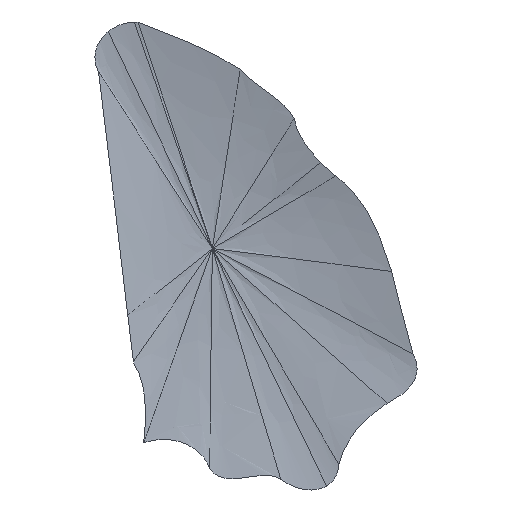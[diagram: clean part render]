
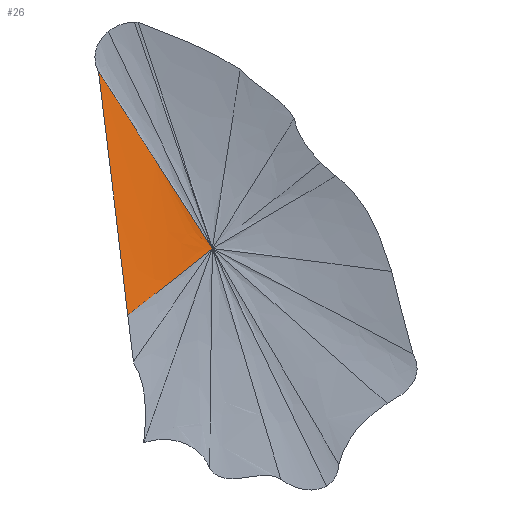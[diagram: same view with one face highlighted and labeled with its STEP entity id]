
A CAD part, top view. The second image highlights one B-rep face of the part: STEP entity #26.
In plain terms, the highlighted free-form (B-spline) face has degree [3, 3] with [7, 4] control points.
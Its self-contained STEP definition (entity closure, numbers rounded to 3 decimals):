
#26=ADVANCED_FACE('',(#44),#225,.T.);
#44=FACE_OUTER_BOUND('',#62,.T.);
#62=EDGE_LOOP('',(#102,#103,#104));
#102=ORIENTED_EDGE('',*,*,#149,.T.);
#103=ORIENTED_EDGE('',*,*,#148,.T.);
#104=ORIENTED_EDGE('',*,*,#136,.F.);
#136=EDGE_CURVE('',#195,#203,#172,.T.);
#148=EDGE_CURVE('',#209,#203,#184,.T.);
#149=EDGE_CURVE('',#195,#209,#185,.T.);
#172=B_SPLINE_CURVE_WITH_KNOTS('',3,(#629,#630,#631,#632),.UNSPECIFIED.,
 .F.,.F.,(4,4),(101.794,213.404),.UNSPECIFIED.);
#184=B_SPLINE_CURVE_WITH_KNOTS('',3,(#677,#678,#679,#680,#681,#682,#683),
 .UNSPECIFIED.,.F.,.F.,(4,3,4),(-17.,-16.,-15.356),
 .UNSPECIFIED.);
#185=B_SPLINE_CURVE_WITH_KNOTS('',3,(#684,#685,#686,#687),.UNSPECIFIED.,
 .F.,.F.,(4,4),(-101.794,0.),.UNSPECIFIED.);
#195=VERTEX_POINT('',#558);
#203=VERTEX_POINT('',#566);
#209=VERTEX_POINT('',#572);
#225=B_SPLINE_SURFACE_WITH_KNOTS('',3,3,((#434,#435,#436,#437),(#438,#439,
#440,#441),(#442,#443,#444,#445),(#446,#447,#448,#449),(#450,#451,#452,
#453),(#454,#455,#456,#457),(#458,#459,#460,#461)),.UNSPECIFIED.,.F.,.F.,
 .F.,(4,3,4),(4,4),(15.356,16.,17.),(-101.794,0.),
 .UNSPECIFIED.);
#434=CARTESIAN_POINT('',(-2.214,10.796,-5.));
#435=CARTESIAN_POINT('',(-14.258,1.241,-4.567));
#436=CARTESIAN_POINT('',(-26.252,-8.273,-2.506));
#437=CARTESIAN_POINT('',(-37.948,-17.551,1.));
#438=CARTESIAN_POINT('',(-2.214,10.796,-5.));
#439=CARTESIAN_POINT('',(-14.723,5.205,-4.591));
#440=CARTESIAN_POINT('',(-27.185,-0.35,-2.535));
#441=CARTESIAN_POINT('',(-39.369,-5.711,1.));
#442=CARTESIAN_POINT('',(-2.214,10.796,-5.));
#443=CARTESIAN_POINT('',(-15.179,9.17,-4.616));
#444=CARTESIAN_POINT('',(-28.103,7.575,-2.563));
#445=CARTESIAN_POINT('',(-40.767,6.132,1.));
#446=CARTESIAN_POINT('',(-2.214,10.796,-5.));
#447=CARTESIAN_POINT('',(-15.629,13.136,-4.64));
#448=CARTESIAN_POINT('',(-29.006,15.501,-2.592));
#449=CARTESIAN_POINT('',(-42.142,17.978,1.));
#450=CARTESIAN_POINT('',(-2.214,10.796,-5.));
#451=CARTESIAN_POINT('',(-16.568,20.673,-4.678));
#452=CARTESIAN_POINT('',(-30.891,30.568,-2.637));
#453=CARTESIAN_POINT('',(-45.003,40.508,1.));
#454=CARTESIAN_POINT('',(-2.214,10.796,-5.));
#455=CARTESIAN_POINT('',(-17.139,28.266,-4.716));
#456=CARTESIAN_POINT('',(-32.04,45.746,-2.681));
#457=CARTESIAN_POINT('',(-46.759,63.207,1.));
#458=CARTESIAN_POINT('',(-2.214,10.796,-5.));
#459=CARTESIAN_POINT('',(-18.318,35.765,-4.754));
#460=CARTESIAN_POINT('',(-34.404,60.737,-2.725));
#461=CARTESIAN_POINT('',(-50.339,85.624,1.));
#558=CARTESIAN_POINT('',(-2.214,10.796,-5.));
#566=CARTESIAN_POINT('',(-37.948,-17.551,1.));
#572=CARTESIAN_POINT('',(-50.339,85.624,1.));
#629=CARTESIAN_POINT('',(-2.214,10.796,-5.));
#630=CARTESIAN_POINT('',(-14.258,1.241,-4.567));
#631=CARTESIAN_POINT('',(-26.252,-8.273,-2.506));
#632=CARTESIAN_POINT('',(-37.948,-17.551,1.));
#677=CARTESIAN_POINT('',(-50.339,85.624,1.));
#678=CARTESIAN_POINT('',(-46.759,63.207,1.));
#679=CARTESIAN_POINT('',(-45.003,40.508,1.));
#680=CARTESIAN_POINT('',(-42.142,17.978,1.));
#681=CARTESIAN_POINT('',(-40.767,6.132,1.));
#682=CARTESIAN_POINT('',(-39.369,-5.711,1.));
#683=CARTESIAN_POINT('',(-37.948,-17.551,1.));
#684=CARTESIAN_POINT('',(-2.214,10.796,-5.));
#685=CARTESIAN_POINT('',(-18.318,35.765,-4.754));
#686=CARTESIAN_POINT('',(-34.404,60.737,-2.725));
#687=CARTESIAN_POINT('',(-50.339,85.624,1.));
